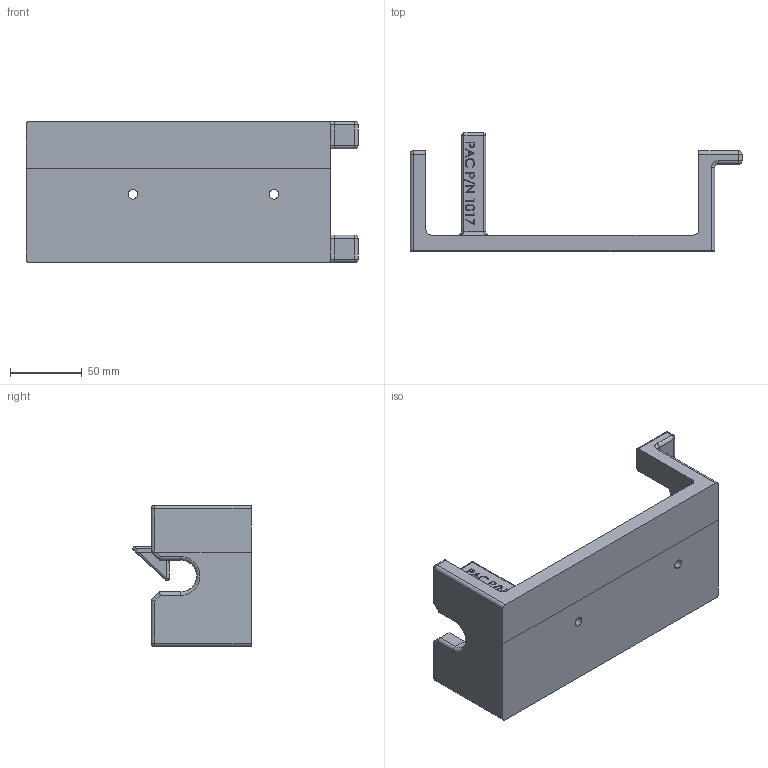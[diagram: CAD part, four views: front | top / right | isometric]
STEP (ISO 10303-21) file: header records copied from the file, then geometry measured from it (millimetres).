
FILE_DESCRIPTION (( 'STEP AP203' ), '1' );
FILE_NAME ('1017.STEP', '2014-07-09T15:20:18', ( 'jgonzalez' ), ( '' ), 'SwSTEP 2.0', 'SolidWorks 2014', '' );
FILE_SCHEMA (( 'CONFIG_CONTROL_DESIGN' ));
Length unit declared in the file: inch
Products named in the file (1): 1017
Bounding box: 231.78 x 82.55 x 98.42 mm (x, y, z)
Volume: 347669.5 mm3; surface area: 84332 mm2
Topology: 2 solids, 2 shells, 240 faces, 609 edges, 368 vertices
Faces by surface type: plane 116, cylinder 65, bspline 36, sphere 15, torus 8
Entity records: 9316 total; most frequent: CARTESIAN_POINT 3806, ORIENTED_EDGE 1176, DIRECTION 1029, EDGE_CURVE 588, LINE 389, VECTOR 389, VERTEX_POINT 366, AXIS2_PLACEMENT_3D 320
